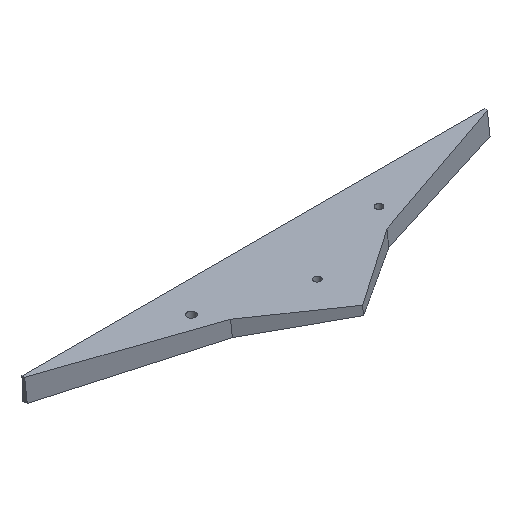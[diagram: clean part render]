
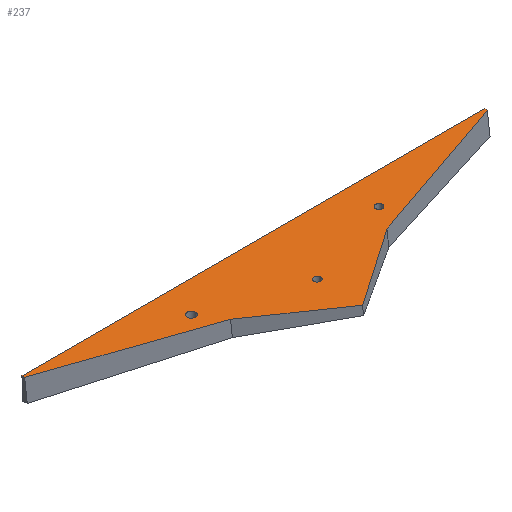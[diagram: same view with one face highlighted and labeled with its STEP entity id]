
A CAD part, isometric view. The second image highlights one B-rep face of the part: STEP entity #237.
In plain terms, the highlighted planar face has unit normal (0, 0, 1).
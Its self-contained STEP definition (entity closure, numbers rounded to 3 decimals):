
#15=FACE_BOUND('',#53,.T.);
#16=FACE_BOUND('',#54,.T.);
#17=FACE_BOUND('',#55,.T.);
#22=PLANE('',#272);
#37=FACE_OUTER_BOUND('',#52,.T.);
#52=EDGE_LOOP('',(#186,#187,#188,#189,#190,#191,#192));
#53=EDGE_LOOP('',(#193));
#54=EDGE_LOOP('',(#194));
#55=EDGE_LOOP('',(#195));
#69=LINE('',#378,#93);
#70=LINE('',#381,#94);
#71=LINE('',#383,#95);
#72=LINE('',#385,#96);
#73=LINE('',#387,#97);
#74=LINE('',#389,#98);
#75=LINE('',#390,#99);
#93=VECTOR('',#314,10.);
#94=VECTOR('',#317,10.);
#95=VECTOR('',#318,10.);
#96=VECTOR('',#319,10.);
#97=VECTOR('',#320,10.);
#98=VECTOR('',#321,10.);
#99=VECTOR('',#322,10.);
#111=CIRCLE('',#260,1.666);
#113=CIRCLE('',#264,2.);
#115=CIRCLE('',#268,1.666);
#117=VERTEX_POINT('',#350);
#119=VERTEX_POINT('',#357);
#121=VERTEX_POINT('',#364);
#123=VERTEX_POINT('',#371);
#126=VERTEX_POINT('',#376);
#127=VERTEX_POINT('',#380);
#128=VERTEX_POINT('',#382);
#129=VERTEX_POINT('',#384);
#130=VERTEX_POINT('',#386);
#131=VERTEX_POINT('',#388);
#137=EDGE_CURVE('',#117,#117,#111,.T.);
#140=EDGE_CURVE('',#119,#119,#113,.T.);
#143=EDGE_CURVE('',#121,#121,#115,.T.);
#149=EDGE_CURVE('',#123,#126,#69,.T.);
#150=EDGE_CURVE('',#127,#123,#70,.T.);
#151=EDGE_CURVE('',#126,#128,#71,.T.);
#152=EDGE_CURVE('',#128,#129,#72,.T.);
#153=EDGE_CURVE('',#129,#130,#73,.T.);
#154=EDGE_CURVE('',#130,#131,#74,.T.);
#155=EDGE_CURVE('',#127,#131,#75,.T.);
#186=ORIENTED_EDGE('',*,*,#150,.T.);
#187=ORIENTED_EDGE('',*,*,#149,.T.);
#188=ORIENTED_EDGE('',*,*,#151,.T.);
#189=ORIENTED_EDGE('',*,*,#152,.T.);
#190=ORIENTED_EDGE('',*,*,#153,.T.);
#191=ORIENTED_EDGE('',*,*,#154,.T.);
#192=ORIENTED_EDGE('',*,*,#155,.F.);
#193=ORIENTED_EDGE('',*,*,#137,.T.);
#194=ORIENTED_EDGE('',*,*,#140,.T.);
#195=ORIENTED_EDGE('',*,*,#143,.T.);
#237=ADVANCED_FACE('',(#37,#15,#16,#17),#22,.T.);
#260=AXIS2_PLACEMENT_3D('',#351,#284,#285);
#264=AXIS2_PLACEMENT_3D('',#358,#293,#294);
#268=AXIS2_PLACEMENT_3D('',#365,#302,#303);
#272=AXIS2_PLACEMENT_3D('',#379,#315,#316);
#284=DIRECTION('center_axis',(0.,0.,-1.));
#285=DIRECTION('ref_axis',(1.,0.,0.));
#293=DIRECTION('center_axis',(0.,0.,-1.));
#294=DIRECTION('ref_axis',(1.,0.,0.));
#302=DIRECTION('center_axis',(0.,0.,-1.));
#303=DIRECTION('ref_axis',(1.,0.,0.));
#314=DIRECTION('',(0.,-1.,0.));
#315=DIRECTION('center_axis',(0.,0.,1.));
#316=DIRECTION('ref_axis',(-1.,0.,0.));
#317=DIRECTION('',(-1.,0.,0.));
#318=DIRECTION('',(0.946,-0.325,0.));
#319=DIRECTION('',(0.824,-0.567,0.));
#320=DIRECTION('',(0.824,0.567,0.));
#321=DIRECTION('',(0.946,0.325,0.));
#322=DIRECTION('',(0.,-1.,0.));
#350=CARTESIAN_POINT('',(142.1,73.726,-10.484));
#351=CARTESIAN_POINT('Origin',(143.766,73.726,-10.484));
#357=CARTESIAN_POINT('',(97.,89.086,-10.484));
#358=CARTESIAN_POINT('Origin',(99.,89.086,-10.484));
#364=CARTESIAN_POINT('',(186.941,89.086,-10.484));
#365=CARTESIAN_POINT('Origin',(188.607,89.086,-10.484));
#371=CARTESIAN_POINT('',(33.313,104.3,-10.484));
#376=CARTESIAN_POINT('',(33.313,103.036,-10.484));
#378=CARTESIAN_POINT('',(33.313,104.302,-10.484));
#379=CARTESIAN_POINT('Origin',(254.338,104.302,-10.484));
#380=CARTESIAN_POINT('',(254.338,104.3,-10.484));
#381=CARTESIAN_POINT('',(127.169,104.3,-10.484));
#382=CARTESIAN_POINT('',(106.488,77.852,-10.484));
#383=CARTESIAN_POINT('',(131.369,69.288,-10.484));
#384=CARTESIAN_POINT('',(143.826,52.151,-10.484));
#385=CARTESIAN_POINT('',(150.675,47.437,-10.484));
#386=CARTESIAN_POINT('',(181.163,77.852,-10.484));
#387=CARTESIAN_POINT('',(193.381,86.261,-10.484));
#388=CARTESIAN_POINT('',(254.338,103.036,-10.484));
#389=CARTESIAN_POINT('',(217.811,90.465,-10.484));
#390=CARTESIAN_POINT('',(254.338,104.302,-10.484));
